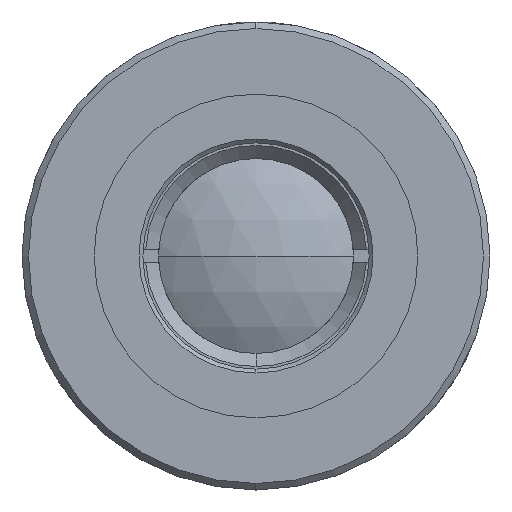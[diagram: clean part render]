
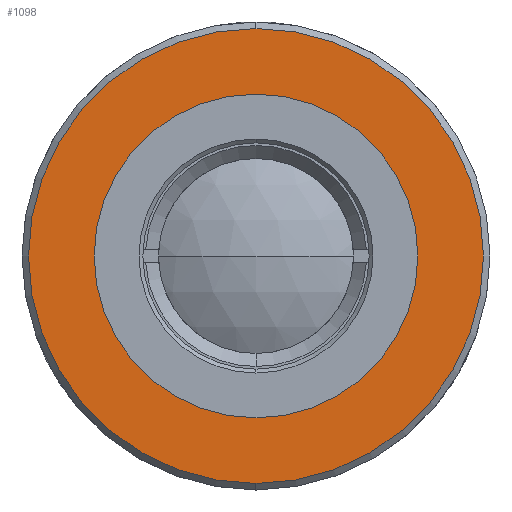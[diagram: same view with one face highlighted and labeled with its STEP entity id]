
A CAD part, left-side view. The second image highlights one B-rep face of the part: STEP entity #1098.
In plain terms, the highlighted planar face has unit normal (-1, 0, 0).
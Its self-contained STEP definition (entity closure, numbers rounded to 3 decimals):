
#23 = ORIENTED_EDGE ( 'NONE', *, *, #188, .T. ) ;
#37 = AXIS2_PLACEMENT_3D ( 'NONE', #1668, #2462, #3292 ) ;
#91 = CARTESIAN_POINT ( 'NONE',  ( -4.996, 0., 0. ) ) ;
#160 = CIRCLE ( 'NONE', #1812, 12.45 ) ;
#169 = AXIS2_PLACEMENT_3D ( 'NONE', #1241, #2290, #2275 ) ;
#188 = EDGE_CURVE ( 'NONE', #2657, #1525, #3345, .T. ) ;
#204 = AXIS2_PLACEMENT_3D ( 'NONE', #3386, #1375, #1299 ) ;
#639 = EDGE_CURVE ( 'NONE', #1525, #2657, #1658, .T. ) ;
#651 = EDGE_LOOP ( 'NONE', ( #23, #1261 ) ) ;
#671 = ORIENTED_EDGE ( 'NONE', *, *, #2885, .F. ) ;
#995 = CARTESIAN_POINT ( 'NONE',  ( -4.996, 0., 12.45 ) ) ;
#1098 = ADVANCED_FACE ( 'NONE', ( #1984, #1431 ), #1686, .F. ) ;
#1241 = CARTESIAN_POINT ( 'NONE',  ( -4.996, 0., 0. ) ) ;
#1261 = ORIENTED_EDGE ( 'NONE', *, *, #639, .T. ) ;
#1287 = CARTESIAN_POINT ( 'NONE',  ( -4.996, 0., -17.5 ) ) ;
#1299 = DIRECTION ( 'NONE',  ( 0., 0., -1. ) ) ;
#1375 = DIRECTION ( 'NONE',  ( -1., 0., 0. ) ) ;
#1394 = EDGE_CURVE ( 'NONE', #3013, #2721, #160, .T. ) ;
#1397 = DIRECTION ( 'NONE',  ( 1., 0., 0. ) ) ;
#1431 = FACE_BOUND ( 'NONE', #3225, .T. ) ;
#1525 = VERTEX_POINT ( 'NONE', #1992 ) ;
#1558 = DIRECTION ( 'NONE',  ( -1., 0., 0. ) ) ;
#1658 = CIRCLE ( 'NONE', #169, 17.5 ) ;
#1668 = CARTESIAN_POINT ( 'NONE',  ( -4.996, 0., 0. ) ) ;
#1686 = PLANE ( 'NONE',  #2375 ) ;
#1812 = AXIS2_PLACEMENT_3D ( 'NONE', #91, #1558, #2597 ) ;
#1878 = CARTESIAN_POINT ( 'NONE',  ( -4.996, 0., -12.45 ) ) ;
#1984 = FACE_OUTER_BOUND ( 'NONE', #651, .T. ) ;
#1992 = CARTESIAN_POINT ( 'NONE',  ( -4.996, 0., 17.5 ) ) ;
#2275 = DIRECTION ( 'NONE',  ( 0., 0., -1. ) ) ;
#2290 = DIRECTION ( 'NONE',  ( -1., 0., 0. ) ) ;
#2375 = AXIS2_PLACEMENT_3D ( 'NONE', #3036, #1397, #2711 ) ;
#2462 = DIRECTION ( 'NONE',  ( -1., 0., 0. ) ) ;
#2490 = ORIENTED_EDGE ( 'NONE', *, *, #1394, .F. ) ;
#2597 = DIRECTION ( 'NONE',  ( 0., 0., 1. ) ) ;
#2623 = CIRCLE ( 'NONE', #37, 12.45 ) ;
#2657 = VERTEX_POINT ( 'NONE', #1287 ) ;
#2711 = DIRECTION ( 'NONE',  ( 0., 0., -1. ) ) ;
#2721 = VERTEX_POINT ( 'NONE', #1878 ) ;
#2885 = EDGE_CURVE ( 'NONE', #2721, #3013, #2623, .T. ) ;
#3013 = VERTEX_POINT ( 'NONE', #995 ) ;
#3036 = CARTESIAN_POINT ( 'NONE',  ( -4.996, 18., 0. ) ) ;
#3225 = EDGE_LOOP ( 'NONE', ( #2490, #671 ) ) ;
#3292 = DIRECTION ( 'NONE',  ( 0., 0., 1. ) ) ;
#3345 = CIRCLE ( 'NONE', #204, 17.5 ) ;
#3386 = CARTESIAN_POINT ( 'NONE',  ( -4.996, 0., 0. ) ) ;
